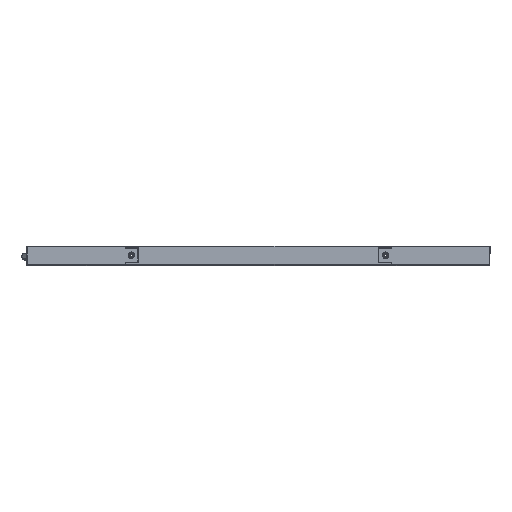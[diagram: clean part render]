
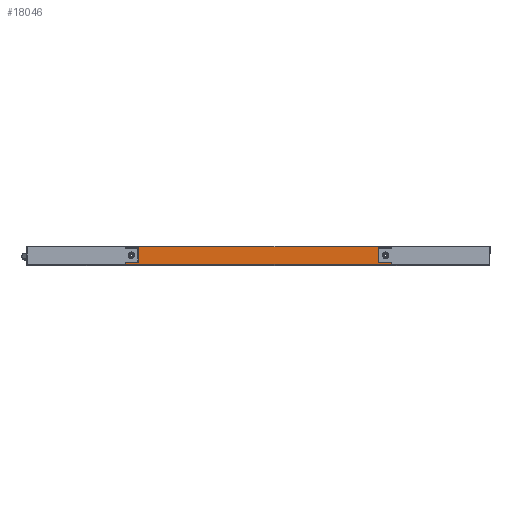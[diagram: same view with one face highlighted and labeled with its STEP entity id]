
A CAD part, top view. The second image highlights one B-rep face of the part: STEP entity #18046.
In plain terms, the highlighted face is planar.
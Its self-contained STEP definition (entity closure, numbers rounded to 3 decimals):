
#225=PLANE('',#19223);
#1282=FACE_OUTER_BOUND('',#2431,.T.);
#2431=EDGE_LOOP('',(#12928,#12929,#12930,#12931,#12932,#12933,#12934,#12935,
#12936,#12937,#12938,#12939,#12940,#12941,#12942,#12943));
#3640=LINE('',#25877,#5975);
#3643=LINE('',#25883,#5978);
#3647=LINE('',#25892,#5982);
#3651=LINE('',#25899,#5986);
#3652=LINE('',#25903,#5987);
#3658=LINE('',#25914,#5993);
#3659=LINE('',#25917,#5994);
#3664=LINE('',#25926,#5999);
#3672=LINE('',#25944,#6007);
#3687=LINE('',#25975,#6022);
#3698=LINE('',#25994,#6033);
#3701=LINE('',#25998,#6036);
#3704=LINE('',#26003,#6039);
#3706=LINE('',#26007,#6041);
#3709=LINE('',#26012,#6044);
#3711=LINE('',#26015,#6046);
#5975=VECTOR('',#20707,10.);
#5978=VECTOR('',#20714,10.);
#5982=VECTOR('',#20720,10.);
#5986=VECTOR('',#20726,10.);
#5987=VECTOR('',#20729,10.);
#5993=VECTOR('',#20737,10.);
#5994=VECTOR('',#20740,10.);
#5999=VECTOR('',#20747,10.);
#6007=VECTOR('',#20761,10.);
#6022=VECTOR('',#20788,10.);
#6033=VECTOR('',#20809,10.);
#6036=VECTOR('',#20814,10.);
#6039=VECTOR('',#20821,10.);
#6041=VECTOR('',#20825,10.);
#6044=VECTOR('',#20830,10.);
#6046=VECTOR('',#20834,10.);
#8538=VERTEX_POINT('',#25861);
#8540=VERTEX_POINT('',#25869);
#8543=VERTEX_POINT('',#25882);
#8546=VERTEX_POINT('',#25889);
#8547=VERTEX_POINT('',#25891);
#8549=VERTEX_POINT('',#25897);
#8550=VERTEX_POINT('',#25901);
#8551=VERTEX_POINT('',#25902);
#8555=VERTEX_POINT('',#25912);
#8556=VERTEX_POINT('',#25916);
#8559=VERTEX_POINT('',#25924);
#8565=VERTEX_POINT('',#25939);
#8566=VERTEX_POINT('',#25943);
#8572=VERTEX_POINT('',#25965);
#8576=VERTEX_POINT('',#25974);
#8580=VERTEX_POINT('',#26006);
#10082=EDGE_CURVE('',#8540,#8538,#3640,.T.);
#10085=EDGE_CURVE('',#8538,#8543,#3643,.T.);
#10089=EDGE_CURVE('',#8546,#8547,#3647,.T.);
#10093=EDGE_CURVE('',#8549,#8546,#3651,.T.);
#10094=EDGE_CURVE('',#8550,#8551,#3652,.T.);
#10100=EDGE_CURVE('',#8555,#8549,#3658,.T.);
#10101=EDGE_CURVE('',#8551,#8556,#3659,.T.);
#10106=EDGE_CURVE('',#8559,#8555,#3664,.T.);
#10114=EDGE_CURVE('',#8566,#8565,#3672,.T.);
#10129=EDGE_CURVE('',#8572,#8576,#3687,.T.);
#10140=EDGE_CURVE('',#8565,#8572,#3698,.T.);
#10143=EDGE_CURVE('',#8576,#8559,#3701,.T.);
#10146=EDGE_CURVE('',#8556,#8566,#3704,.T.);
#10148=EDGE_CURVE('',#8580,#8550,#3706,.T.);
#10151=EDGE_CURVE('',#8543,#8580,#3709,.T.);
#10153=EDGE_CURVE('',#8547,#8540,#3711,.T.);
#12928=ORIENTED_EDGE('',*,*,#10129,.F.);
#12929=ORIENTED_EDGE('',*,*,#10140,.F.);
#12930=ORIENTED_EDGE('',*,*,#10114,.F.);
#12931=ORIENTED_EDGE('',*,*,#10146,.F.);
#12932=ORIENTED_EDGE('',*,*,#10101,.F.);
#12933=ORIENTED_EDGE('',*,*,#10094,.F.);
#12934=ORIENTED_EDGE('',*,*,#10148,.F.);
#12935=ORIENTED_EDGE('',*,*,#10151,.F.);
#12936=ORIENTED_EDGE('',*,*,#10085,.F.);
#12937=ORIENTED_EDGE('',*,*,#10082,.F.);
#12938=ORIENTED_EDGE('',*,*,#10153,.F.);
#12939=ORIENTED_EDGE('',*,*,#10089,.F.);
#12940=ORIENTED_EDGE('',*,*,#10093,.F.);
#12941=ORIENTED_EDGE('',*,*,#10100,.F.);
#12942=ORIENTED_EDGE('',*,*,#10106,.F.);
#12943=ORIENTED_EDGE('',*,*,#10143,.F.);
#18046=ADVANCED_FACE('',(#1282),#225,.T.);
#19223=AXIS2_PLACEMENT_3D('',#26057,#20886,#20887);
#20707=DIRECTION('',(0.,0.,1.));
#20714=DIRECTION('',(1.,0.,0.));
#20720=DIRECTION('',(-0.707,0.,-0.707));
#20726=DIRECTION('',(0.,0.,-1.));
#20729=DIRECTION('',(1.,0.,0.));
#20737=DIRECTION('',(-1.,0.,0.));
#20740=DIRECTION('',(0.,0.,1.));
#20747=DIRECTION('',(0.,0.,1.));
#20761=DIRECTION('',(1.,0.,0.));
#20788=DIRECTION('',(-1.,0.,0.));
#20809=DIRECTION('',(0.,0.,-1.));
#20814=DIRECTION('',(-0.707,0.,0.707));
#20821=DIRECTION('',(0.707,0.,0.707));
#20825=DIRECTION('',(0.,0.,-1.));
#20830=DIRECTION('',(0.707,0.,-0.707));
#20834=DIRECTION('',(-1.,0.,0.));
#20886=DIRECTION('center_axis',(0.,-1.,0.));
#20887=DIRECTION('ref_axis',(-1.,0.,0.));
#25861=CARTESIAN_POINT('',(-20.3,-270.,134.8));
#25869=CARTESIAN_POINT('',(-20.3,-270.,-134.8));
#25877=CARTESIAN_POINT('',(-20.3,-270.,135.));
#25882=CARTESIAN_POINT('',(-18.658,-270.,134.8));
#25883=CARTESIAN_POINT('',(-7.,-270.,134.8));
#25889=CARTESIAN_POINT('',(-18.575,-270.,-134.717));
#25891=CARTESIAN_POINT('',(-18.658,-270.,-134.8));
#25892=CARTESIAN_POINT('',(52.977,-270.,-63.165));
#25897=CARTESIAN_POINT('',(-18.575,-270.,-121.8));
#25899=CARTESIAN_POINT('',(-18.575,-270.,6.5));
#25901=CARTESIAN_POINT('',(-18.575,-270.,121.8));
#25902=CARTESIAN_POINT('',(-3.3,-270.,121.8));
#25903=CARTESIAN_POINT('',(-2.,-270.,121.8));
#25912=CARTESIAN_POINT('',(-3.3,-270.,-121.8));
#25914=CARTESIAN_POINT('',(-2.,-270.,-121.8));
#25916=CARTESIAN_POINT('',(-3.3,-270.,134.717));
#25917=CARTESIAN_POINT('',(-3.3,-270.,135.));
#25924=CARTESIAN_POINT('',(-3.3,-270.,-134.717));
#25926=CARTESIAN_POINT('',(-3.3,-270.,0.));
#25939=CARTESIAN_POINT('',(-2.2,-270.,134.8));
#25943=CARTESIAN_POINT('',(-3.217,-270.,134.8));
#25944=CARTESIAN_POINT('',(-7.,-270.,134.8));
#25965=CARTESIAN_POINT('',(-2.2,-270.,-134.8));
#25974=CARTESIAN_POINT('',(-3.217,-270.,-134.8));
#25975=CARTESIAN_POINT('',(-7.,-270.,-134.8));
#25994=CARTESIAN_POINT('',(-2.2,-270.,135.));
#25998=CARTESIAN_POINT('',(-70.384,-270.,-67.634));
#26003=CARTESIAN_POINT('',(-2.884,-270.,135.134));
#26006=CARTESIAN_POINT('',(-18.575,-270.,134.717));
#26007=CARTESIAN_POINT('',(-18.575,-270.,6.5));
#26012=CARTESIAN_POINT('',(-14.523,-270.,130.665));
#26015=CARTESIAN_POINT('',(-7.,-270.,-134.8));
#26057=CARTESIAN_POINT('Origin',(-2.,-270.,135.));
